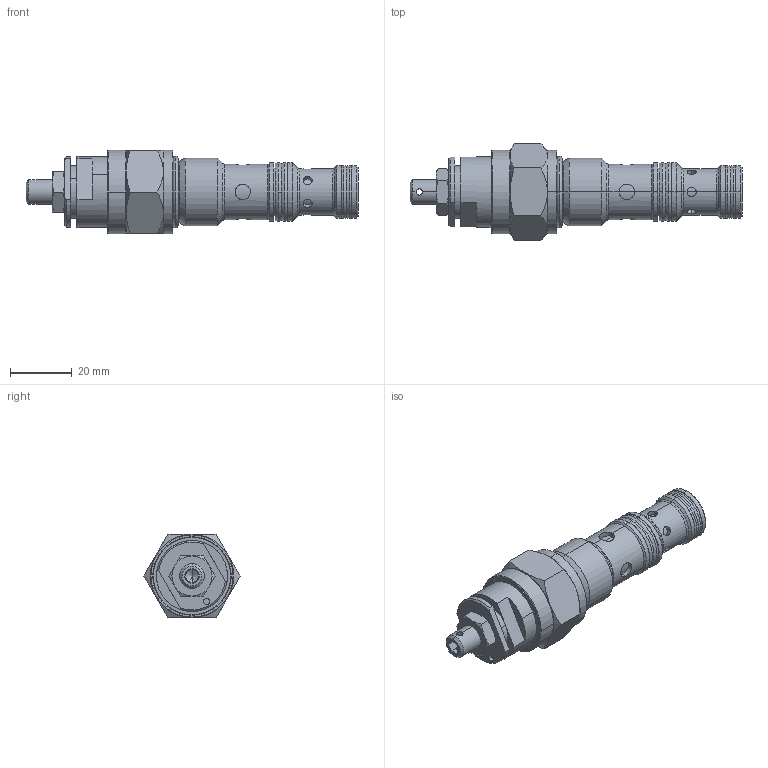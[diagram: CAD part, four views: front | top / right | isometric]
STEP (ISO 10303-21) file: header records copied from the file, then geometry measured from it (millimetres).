
FILE_DESCRIPTION (( 'STEP AP214' ), '1' );
FILE_NAME ('515.022B_Kunde.STEP', '2017-03-15T12:09:21', ( 'User' ), ( '' ), 'SwSTEP 2.0', 'SolidWorks 2016', '' );
FILE_SCHEMA (( 'AUTOMOTIVE_DESIGN' ));
Length unit declared in the file: millimetre
Products named in the file (1): 515.022B_Kunde
Bounding box: 107.5 x 31.18 x 27 mm (x, y, z)
Volume: 34382 mm3; surface area: 16496.3 mm2
Topology: 9 solids, 9 shells, 299 faces, 636 edges, 364 vertices
Faces by surface type: cone 112, cylinder 102, plane 59, torus 26
Entity records: 12639 total; most frequent: CARTESIAN_POINT 2808, DIRECTION 1422, ORIENTED_EDGE 1268, EDGE_CURVE 634, AXIS2_PLACEMENT_3D 598, VERTEX_POINT 364, EDGE_LOOP 328, UNCERTAINTY_MEASURE_WITH_UNIT 310
